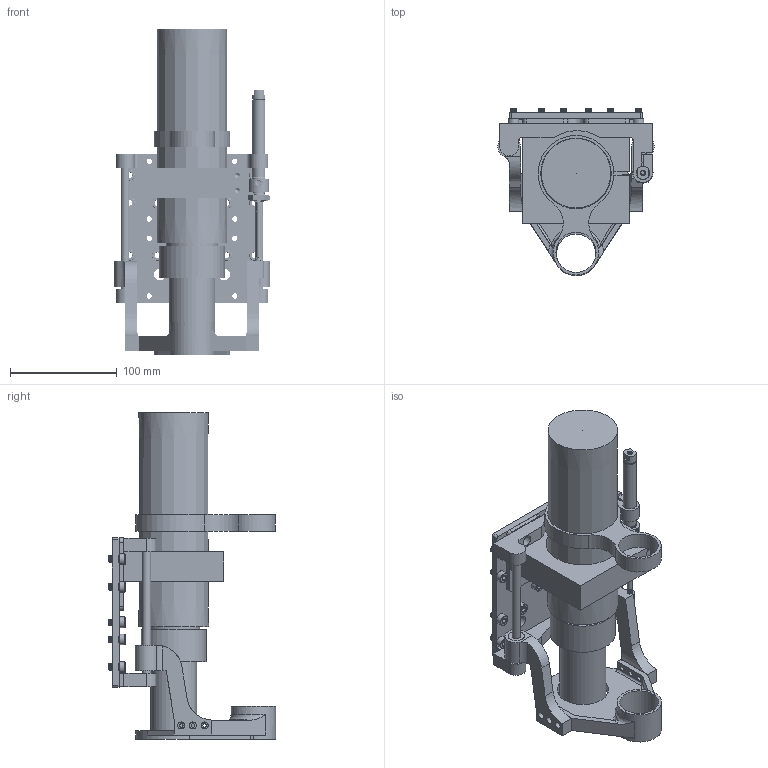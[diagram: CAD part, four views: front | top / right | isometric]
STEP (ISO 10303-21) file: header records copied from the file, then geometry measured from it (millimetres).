
FILE_DESCRIPTION(/* description */ (''),/* implementation_level */ '2;1');
FILE_NAME(/* name */ 'shapeoko Z Axis Upgrades v40.step',/* time_stamp */ '2023-01-04T00:32:25-08:00',/* author */ (''),/* organization */ (''),/* preprocessor_version */ 'ST-DEVELOPER v19.2',/* originating_system */ 'Autodesk Translation Framework v11.17.0.187',/* authorisation */ '');
FILE_SCHEMA (('AUTOMOTIVE_DESIGN { 1 0 10303 214 3 1 1 }'));
Length unit declared in the file: millimetre
Products named in the file (16): shapeoko Z Axis Upgrades; Component1; 91290A316; Shapeoko3_Spindle_Mount; 6498K122; rod; ATC; spindle; JRCNC0013; JRCNC0011; LM8UU; JRCNC0014; JRCNC0015; JRCNC0016; JRCNC0014-2; JRCNC0007
Assembly tree (30 placements, depth 3):
  shapeoko Z Axis Upgrades
    Component1
      91290A316  x14
    Shapeoko3_Spindle_Mount
    LM8UU  x2
    rod  x2
    6498K122
    ATC
    spindle
    JRCNC0013
    JRCNC0011
    JRCNC0014
    JRCNC0015
    JRCNC0016
    JRCNC0014-2
    JRCNC0007
Bounding box: 146.2 x 156.38 x 305.48 mm (x, y, z)
Volume: 1356227.3 mm3; surface area: 271709.5 mm2
Topology: 74 solids, 74 shells, 1804 faces, 4772 edges, 3102 vertices
Faces by surface type: plane 1073, cylinder 428, cone 220, bspline 81, torus 2
Full cylindrical faces by diameter (mm): 3.4 x6, 3.795 x42, 3.9 x8, 4.064 x1, 4.496 x7, 4.826 x44, 4.959 x4, 5 x14, 5.5 x6, 6 x140, 6.5 x6, 7.2 x2, 7.214 x1, 8 x2, 8.001 x2, 8.125 x4, 8.5 x4, 10 x18, 11 x2, 11.113 x5, 12.446 x3, 14.3 x4, 15 x6, 15.25 x2, 18.796 x1, 36.5 x1, 37.5 x1, 41.5 x1, 43 x1, 48 x1
Entity records: 32522 total; most frequent: CARTESIAN_POINT 18458, ORIENTED_EDGE 2912, DIRECTION 2639, EDGE_CURVE 1456, AXIS2_PLACEMENT_3D 1012, VERTEX_POINT 956, EDGE_LOOP 748, LINE 615
